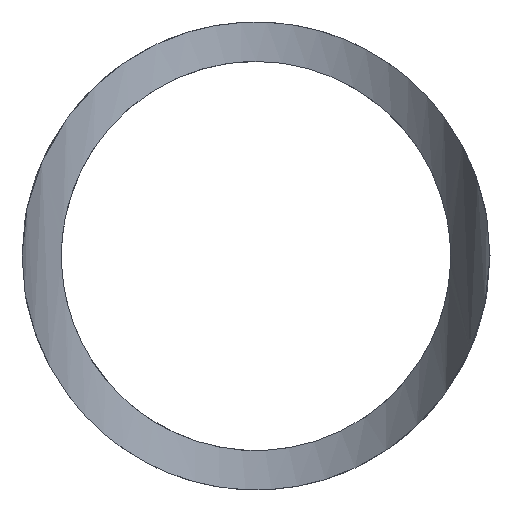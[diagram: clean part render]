
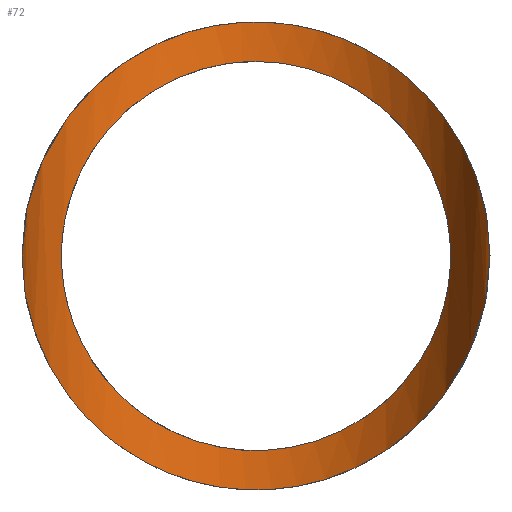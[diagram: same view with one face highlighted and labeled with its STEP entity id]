
A CAD part, front view. The second image highlights one B-rep face of the part: STEP entity #72.
In plain terms, the highlighted cylindrical face has radius 21.082 mm (diameter 42.164 mm), a partial arc.
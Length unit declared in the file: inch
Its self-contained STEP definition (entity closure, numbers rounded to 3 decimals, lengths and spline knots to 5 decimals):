
#15=B_SPLINE_CURVE_WITH_KNOTS('',3,(#198,#199,#200,#201,#202,#203,#204,
#205,#206,#207,#208,#209,#210,#211,#212,#213,#214,#215,#216,#217,#218,#219,
#220,#221,#222,#223,#224,#225,#226,#227,#228,#229,#230,#231,#232,#233,#234,
#235,#236,#237,#238,#239,#240,#241,#242,#243,#244,#245,#246,#247,#248,#249,
#250,#251,#252,#253,#254,#255,#256,#257,#258,#259,#260,#261,#262,#263),
 .UNSPECIFIED.,.T.,.F.,(4,2,2,2,2,2,2,2,2,2,2,2,2,2,2,2,2,2,2,2,2,2,2,2,
2,2,2,2,2,2,2,2,4),(-11.43426,-11.06965,-10.70504,
-10.34043,-9.97582,-9.62579,-9.27576,
-8.92573,-8.5757,-8.22566,-7.87563,
-7.5256,-7.17557,-6.81096,-6.44635,
-6.08174,-5.71713,-5.35252,-4.98791,
-4.6233,-4.25869,-3.90866,-3.55863,
-3.2086,-2.85857,-2.50853,-2.1585,
-1.80847,-1.45844,-1.09383,-0.72922,
-0.36461,0.),.UNSPECIFIED.);
#19=FACE_BOUND('',#31,.T.);
#23=FACE_OUTER_BOUND('',#30,.T.);
#30=EDGE_LOOP('',(#57,#58));
#31=EDGE_LOOP('',(#59));
#34=ELLIPSE('',#96,1.1738,0.83);
#35=ELLIPSE('',#97,1.1738,0.83);
#38=VERTEX_POINT('',#125);
#39=VERTEX_POINT('',#126);
#41=VERTEX_POINT('',#197);
#44=EDGE_CURVE('',#38,#39,#34,.T.);
#45=EDGE_CURVE('',#39,#38,#35,.T.);
#47=EDGE_CURVE('',#41,#41,#15,.T.);
#57=ORIENTED_EDGE('',*,*,#44,.F.);
#58=ORIENTED_EDGE('',*,*,#45,.F.);
#59=ORIENTED_EDGE('',*,*,#47,.T.);
#63=CYLINDRICAL_SURFACE('',#100,0.83);
#72=ADVANCED_FACE('',(#23,#19),#63,.F.);
#96=AXIS2_PLACEMENT_3D('',#127,#109,#110);
#97=AXIS2_PLACEMENT_3D('',#128,#111,#112);
#100=AXIS2_PLACEMENT_3D('',#265,#117,#118);
#109=DIRECTION('center_axis',(0.,0.707,0.707));
#110=DIRECTION('ref_axis',(0.,-0.707,0.707));
#111=DIRECTION('center_axis',(0.,0.707,-0.707));
#112=DIRECTION('ref_axis',(0.,0.707,0.707));
#117=DIRECTION('center_axis',(0.,0.,1.));
#118=DIRECTION('ref_axis',(1.,0.,0.));
#125=CARTESIAN_POINT('',(0.83,0.,0.));
#126=CARTESIAN_POINT('',(-0.83,0.,0.));
#127=CARTESIAN_POINT('Origin',(0.,0.,
0.));
#128=CARTESIAN_POINT('Origin',(0.,0.,
0.));
#197=CARTESIAN_POINT('',(0.,0.83,0.69));
#198=CARTESIAN_POINT('Ctrl Pts',(0.69,0.4613,0.));
#199=CARTESIAN_POINT('Ctrl Pts',(0.69,0.4613,-0.04785));
#200=CARTESIAN_POINT('Ctrl Pts',(0.68502,0.46894,-0.09477));
#201=CARTESIAN_POINT('Ctrl Pts',(0.66627,0.49522,-0.18526));
#202=CARTESIAN_POINT('Ctrl Pts',(0.65249,0.51372,-0.22888));
#203=CARTESIAN_POINT('Ctrl Pts',(0.61718,0.55564,-0.3118));
#204=CARTESIAN_POINT('Ctrl Pts',(0.59562,0.57906,-0.35112));
#205=CARTESIAN_POINT('Ctrl Pts',(0.54604,0.62603,-0.42414));
#206=CARTESIAN_POINT('Ctrl Pts',(0.518,0.64959,-0.45781));
#207=CARTESIAN_POINT('Ctrl Pts',(0.45901,0.69245,-0.51679));
#208=CARTESIAN_POINT('Ctrl Pts',(0.42609,0.71348,-0.54451));
#209=CARTESIAN_POINT('Ctrl Pts',(0.35332,0.75217,-0.59431));
#210=CARTESIAN_POINT('Ctrl Pts',(0.31347,0.76983,-0.6164));
#211=CARTESIAN_POINT('Ctrl Pts',(0.22895,0.79905,-0.65253));
#212=CARTESIAN_POINT('Ctrl Pts',(0.18419,0.81063,-0.6666));
#213=CARTESIAN_POINT('Ctrl Pts',(0.09268,0.82611,-0.68534));
#214=CARTESIAN_POINT('Ctrl Pts',(0.04594,0.83,-0.69));
#215=CARTESIAN_POINT('Ctrl Pts',(-0.04594,0.83,-0.69));
#216=CARTESIAN_POINT('Ctrl Pts',(-0.09268,0.82611,
-0.68534));
#217=CARTESIAN_POINT('Ctrl Pts',(-0.18419,0.81063,-0.6666));
#218=CARTESIAN_POINT('Ctrl Pts',(-0.22895,0.79905,-0.65253));
#219=CARTESIAN_POINT('Ctrl Pts',(-0.31347,0.76983,-0.6164));
#220=CARTESIAN_POINT('Ctrl Pts',(-0.35332,0.75217,-0.59431));
#221=CARTESIAN_POINT('Ctrl Pts',(-0.42609,0.71348,-0.54451));
#222=CARTESIAN_POINT('Ctrl Pts',(-0.45901,0.69245,-0.51679));
#223=CARTESIAN_POINT('Ctrl Pts',(-0.518,0.64959,-0.45781));
#224=CARTESIAN_POINT('Ctrl Pts',(-0.54604,0.62603,-0.42414));
#225=CARTESIAN_POINT('Ctrl Pts',(-0.59562,0.57906,-0.35112));
#226=CARTESIAN_POINT('Ctrl Pts',(-0.61718,0.55564,-0.3118));
#227=CARTESIAN_POINT('Ctrl Pts',(-0.65249,0.51372,-0.22888));
#228=CARTESIAN_POINT('Ctrl Pts',(-0.66627,0.49522,-0.18526));
#229=CARTESIAN_POINT('Ctrl Pts',(-0.68502,0.46894,-0.09477));
#230=CARTESIAN_POINT('Ctrl Pts',(-0.69,0.4613,-0.04785));
#231=CARTESIAN_POINT('Ctrl Pts',(-0.69,0.4613,0.04785));
#232=CARTESIAN_POINT('Ctrl Pts',(-0.68502,0.46894,0.09477));
#233=CARTESIAN_POINT('Ctrl Pts',(-0.66627,0.49522,0.18526));
#234=CARTESIAN_POINT('Ctrl Pts',(-0.65249,0.51372,0.22888));
#235=CARTESIAN_POINT('Ctrl Pts',(-0.61718,0.55564,0.3118));
#236=CARTESIAN_POINT('Ctrl Pts',(-0.59562,0.57906,0.35112));
#237=CARTESIAN_POINT('Ctrl Pts',(-0.54604,0.62603,0.42414));
#238=CARTESIAN_POINT('Ctrl Pts',(-0.518,0.64959,0.45781));
#239=CARTESIAN_POINT('Ctrl Pts',(-0.45901,0.69245,0.51679));
#240=CARTESIAN_POINT('Ctrl Pts',(-0.42609,0.71348,0.54451));
#241=CARTESIAN_POINT('Ctrl Pts',(-0.35332,0.75217,0.59431));
#242=CARTESIAN_POINT('Ctrl Pts',(-0.31347,0.76983,0.6164));
#243=CARTESIAN_POINT('Ctrl Pts',(-0.22895,0.79905,0.65253));
#244=CARTESIAN_POINT('Ctrl Pts',(-0.18419,0.81063,0.6666));
#245=CARTESIAN_POINT('Ctrl Pts',(-0.09268,0.82611,
0.68534));
#246=CARTESIAN_POINT('Ctrl Pts',(-0.04594,0.83,0.69));
#247=CARTESIAN_POINT('Ctrl Pts',(0.04594,0.83,0.69));
#248=CARTESIAN_POINT('Ctrl Pts',(0.09268,0.82611,0.68534));
#249=CARTESIAN_POINT('Ctrl Pts',(0.18419,0.81063,0.6666));
#250=CARTESIAN_POINT('Ctrl Pts',(0.22895,0.79905,0.65253));
#251=CARTESIAN_POINT('Ctrl Pts',(0.31347,0.76983,0.6164));
#252=CARTESIAN_POINT('Ctrl Pts',(0.35332,0.75217,0.59431));
#253=CARTESIAN_POINT('Ctrl Pts',(0.42609,0.71348,0.54451));
#254=CARTESIAN_POINT('Ctrl Pts',(0.45901,0.69245,0.51679));
#255=CARTESIAN_POINT('Ctrl Pts',(0.518,0.64959,0.45781));
#256=CARTESIAN_POINT('Ctrl Pts',(0.54604,0.62603,0.42414));
#257=CARTESIAN_POINT('Ctrl Pts',(0.59562,0.57906,0.35112));
#258=CARTESIAN_POINT('Ctrl Pts',(0.61718,0.55564,0.3118));
#259=CARTESIAN_POINT('Ctrl Pts',(0.65249,0.51372,0.22888));
#260=CARTESIAN_POINT('Ctrl Pts',(0.66627,0.49522,0.18526));
#261=CARTESIAN_POINT('Ctrl Pts',(0.68502,0.46894,0.09477));
#262=CARTESIAN_POINT('Ctrl Pts',(0.69,0.4613,0.04785));
#263=CARTESIAN_POINT('Ctrl Pts',(0.69,0.4613,0.));
#265=CARTESIAN_POINT('Origin',(0.,0.,-0.83));
